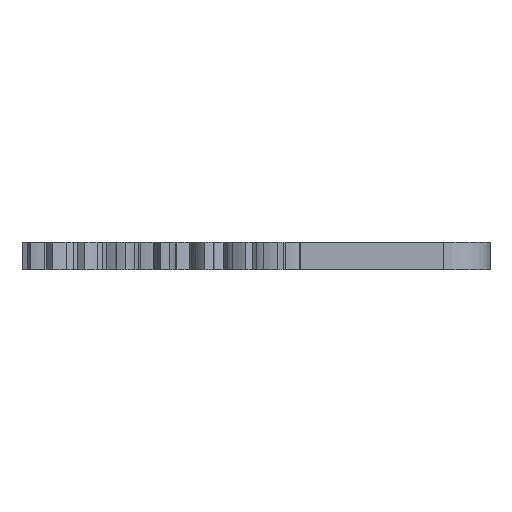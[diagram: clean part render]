
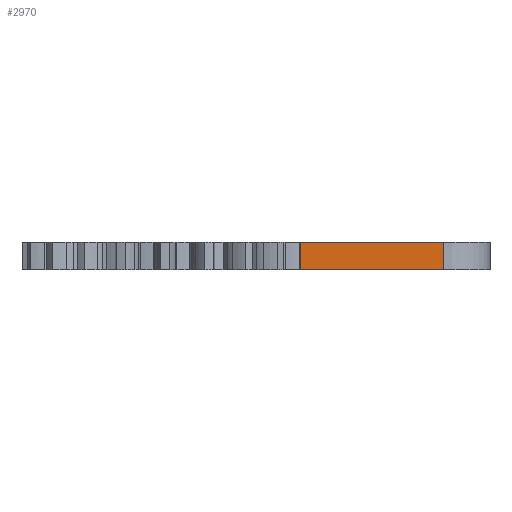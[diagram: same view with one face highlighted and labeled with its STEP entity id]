
A CAD part, front view. The second image highlights one B-rep face of the part: STEP entity #2970.
In plain terms, the highlighted planar face has unit normal (0, -1, 0).
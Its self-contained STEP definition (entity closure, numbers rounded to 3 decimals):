
#320=PLANE('',#3149);
#472=FACE_OUTER_BOUND('',#630,.T.);
#630=EDGE_LOOP('',(#2611,#2612,#2613,#2614));
#787=LINE('',#10979,#979);
#808=LINE('',#14781,#1000);
#826=LINE('',#18453,#1018);
#827=LINE('',#18454,#1019);
#979=VECTOR('',#3546,10.);
#1000=VECTOR('',#3579,10.);
#1018=VECTOR('',#3669,10.);
#1019=VECTOR('',#3670,10.);
#1364=VERTEX_POINT('',#10976);
#1365=VERTEX_POINT('',#10978);
#1390=VERTEX_POINT('',#14780);
#1408=VERTEX_POINT('',#18452);
#1760=EDGE_CURVE('',#1365,#1364,#787,.T.);
#1806=EDGE_CURVE('',#1390,#1365,#808,.T.);
#1860=EDGE_CURVE('',#1364,#1408,#826,.T.);
#1861=EDGE_CURVE('',#1390,#1408,#827,.T.);
#2611=ORIENTED_EDGE('',*,*,#1806,.T.);
#2612=ORIENTED_EDGE('',*,*,#1760,.T.);
#2613=ORIENTED_EDGE('',*,*,#1860,.T.);
#2614=ORIENTED_EDGE('',*,*,#1861,.F.);
#2970=ADVANCED_FACE('',(#472),#320,.T.);
#3149=AXIS2_PLACEMENT_3D('',#18451,#3667,#3668);
#3546=DIRECTION('',(1.,0.,0.));
#3579=DIRECTION('',(0.,0.,-1.));
#3667=DIRECTION('center_axis',(0.,-1.,0.));
#3668=DIRECTION('ref_axis',(1.,0.,0.));
#3669=DIRECTION('',(0.,0.,1.));
#3670=DIRECTION('',(1.,0.,0.));
#10976=CARTESIAN_POINT('',(30.,-5.,0.));
#10978=CARTESIAN_POINT('',(14.566,-5.,0.));
#10979=CARTESIAN_POINT('',(0.,-5.,0.));
#14780=CARTESIAN_POINT('',(14.566,-5.,3.));
#14781=CARTESIAN_POINT('',(14.566,-5.,0.));
#18451=CARTESIAN_POINT('Origin',(13.077,-5.,0.));
#18452=CARTESIAN_POINT('',(30.,-5.,3.));
#18453=CARTESIAN_POINT('',(30.,-5.,0.));
#18454=CARTESIAN_POINT('',(0.,-5.,3.));
